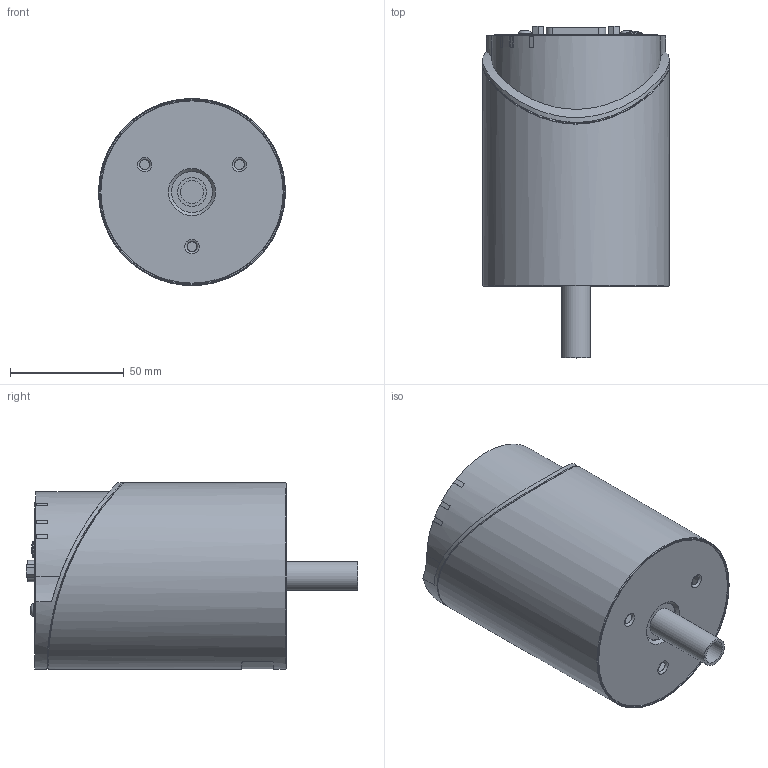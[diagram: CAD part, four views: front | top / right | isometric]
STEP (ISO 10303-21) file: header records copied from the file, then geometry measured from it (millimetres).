
FILE_DESCRIPTION(/* description */ (''),/* implementation_level */ '2;1');
FILE_NAME(/* name */ 'CDG_Tube.stp',/* time_stamp */ '2020-06-15T10:37:01+02:00',/* author */ ('FLA'),/* organization */ (''),/* preprocessor_version */ 'ST-DEVELOPER v17',/* originating_system */ 'Autodesk Inventor 2018',/* authorisation */ '');
FILE_SCHEMA (('AUTOMOTIVE_DESIGN { 1 0 10303 214 3 1 1 }'));
Length unit declared in the file: millimetre
Products named in the file (1): CDG
Bounding box: 82 x 145.75 x 82 mm (x, y, z)
Volume: 568183 mm3; surface area: 43972.1 mm2
Topology: 1 solids, 1 shells, 815 faces, 2255 edges, 1524 vertices
Faces by surface type: plane 490, bspline 181, cylinder 116, sphere 16, torus 8, cone 4
Full cylindrical faces by diameter (mm): 1 x15, 1.5 x2, 3.2 x2, 3.4 x2, 5.7 x2, 6.325 x2, 7 x1, 10.2 x1, 12.7 x1, 18 x1, 82 x2
Entity records: 29113 total; most frequent: CARTESIAN_POINT 8406, ORIENTED_EDGE 4484, DIRECTION 3437, EDGE_CURVE 2242, LINE 1531, VECTOR 1531, VERTEX_POINT 1526, AXIS2_PLACEMENT_3D 953
